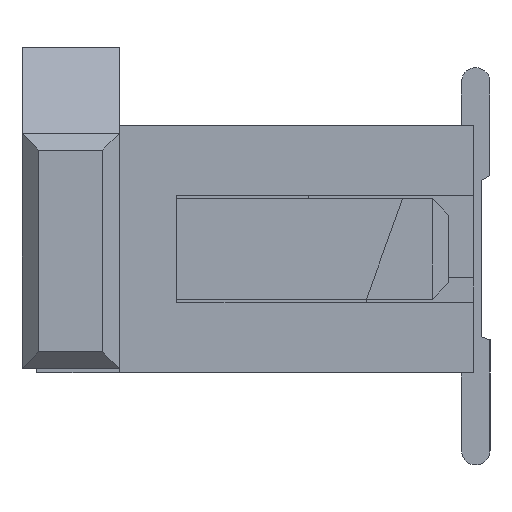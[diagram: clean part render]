
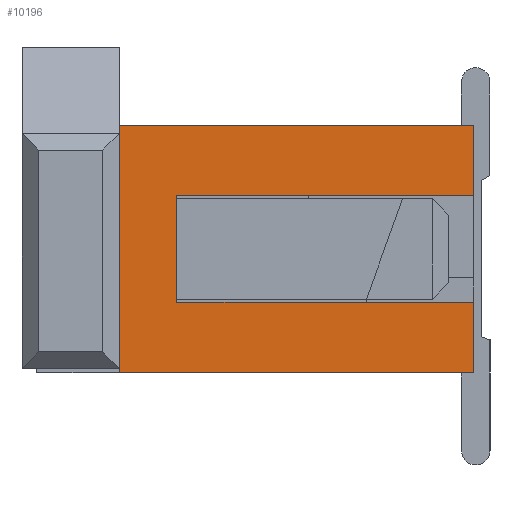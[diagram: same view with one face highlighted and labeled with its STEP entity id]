
A CAD part, left-side view. The second image highlights one B-rep face of the part: STEP entity #10196.
In plain terms, the highlighted planar face has unit normal (-1, 0, 0).
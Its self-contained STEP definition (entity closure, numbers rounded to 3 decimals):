
#642 = VERTEX_POINT ( 'NONE', #11864 ) ;
#762 = DIRECTION ( 'NONE',  ( 0., 0., 1. ) ) ;
#922 = EDGE_LOOP ( 'NONE', ( #27224, #12910, #28962, #30145, #14958, #9053, #24945, #8632 ) ) ;
#2396 = CARTESIAN_POINT ( 'NONE',  ( -10.3, 2.15, -0.65 ) ) ;
#2772 = DIRECTION ( 'NONE',  ( 0., -1., 0. ) ) ;
#3593 = DIRECTION ( 'NONE',  ( 0., 0., -1. ) ) ;
#3903 = LINE ( 'NONE', #32343, #24246 ) ;
#4082 = VECTOR ( 'NONE', #2772, 1000. ) ;
#4968 = CARTESIAN_POINT ( 'NONE',  ( -10.3, 0., -1.5 ) ) ;
#5187 = DIRECTION ( 'NONE',  ( 0., 0., 1. ) ) ;
#5534 = EDGE_CURVE ( 'NONE', #22526, #5827, #26662, .T. ) ;
#5827 = VERTEX_POINT ( 'NONE', #6259 ) ;
#6259 = CARTESIAN_POINT ( 'NONE',  ( -10.3, 0., 0.65 ) ) ;
#6641 = EDGE_CURVE ( 'NONE', #642, #22526, #23651, .T. ) ;
#6654 = VECTOR ( 'NONE', #5187, 1000. ) ;
#6655 = LINE ( 'NONE', #26671, #11773 ) ;
#7225 = VERTEX_POINT ( 'NONE', #22259 ) ;
#7300 = CARTESIAN_POINT ( 'NONE',  ( -10.3, 4.3, 0. ) ) ;
#7462 = DIRECTION ( 'NONE',  ( 0., 0., -1. ) ) ;
#8632 = ORIENTED_EDGE ( 'NONE', *, *, #28460, .T. ) ;
#9053 = ORIENTED_EDGE ( 'NONE', *, *, #6641, .F. ) ;
#9371 = EDGE_CURVE ( 'NONE', #642, #9910, #32702, .T. ) ;
#9484 = CARTESIAN_POINT ( 'NONE',  ( -10.3, 3.6, -0.65 ) ) ;
#9910 = VERTEX_POINT ( 'NONE', #11252 ) ;
#10196 = ADVANCED_FACE ( 'NONE', ( #15418 ), #25676, .T. ) ;
#11199 = DIRECTION ( 'NONE',  ( 0., 0., -1. ) ) ;
#11252 = CARTESIAN_POINT ( 'NONE',  ( -10.3, 4.3, -1.5 ) ) ;
#11773 = VECTOR ( 'NONE', #11199, 1000. ) ;
#11864 = CARTESIAN_POINT ( 'NONE',  ( -10.3, 4.3, 1.5 ) ) ;
#12910 = ORIENTED_EDGE ( 'NONE', *, *, #14272, .T. ) ;
#13020 = VERTEX_POINT ( 'NONE', #9484 ) ;
#13324 = LINE ( 'NONE', #13502, #31560 ) ;
#13502 = CARTESIAN_POINT ( 'NONE',  ( -10.3, 2.15, 0.65 ) ) ;
#13735 = DIRECTION ( 'NONE',  ( -1., 0., 0. ) ) ;
#14058 = AXIS2_PLACEMENT_3D ( 'NONE', #26182, #13735, #762 ) ;
#14272 = EDGE_CURVE ( 'NONE', #23457, #13020, #22615, .T. ) ;
#14697 = LINE ( 'NONE', #24954, #6654 ) ;
#14958 = ORIENTED_EDGE ( 'NONE', *, *, #5534, .F. ) ;
#15418 = FACE_OUTER_BOUND ( 'NONE', #922, .T. ) ;
#15861 = DIRECTION ( 'NONE',  ( 0., -1., 0. ) ) ;
#17028 = DIRECTION ( 'NONE',  ( 0., -1., 0. ) ) ;
#18244 = VECTOR ( 'NONE', #30177, 1000. ) ;
#19264 = CARTESIAN_POINT ( 'NONE',  ( -10.3, 0., 0. ) ) ;
#19766 = VERTEX_POINT ( 'NONE', #4968 ) ;
#22139 = EDGE_CURVE ( 'NONE', #7225, #5827, #13324, .T. ) ;
#22259 = CARTESIAN_POINT ( 'NONE',  ( -10.3, 3.6, 0.65 ) ) ;
#22526 = VERTEX_POINT ( 'NONE', #30785 ) ;
#22615 = LINE ( 'NONE', #2396, #18244 ) ;
#23457 = VERTEX_POINT ( 'NONE', #28013 ) ;
#23651 = LINE ( 'NONE', #28343, #4082 ) ;
#24217 = VECTOR ( 'NONE', #7462, 1000. ) ;
#24246 = VECTOR ( 'NONE', #17028, 1000. ) ;
#24945 = ORIENTED_EDGE ( 'NONE', *, *, #9371, .T. ) ;
#24953 = EDGE_CURVE ( 'NONE', #23457, #19766, #6655, .T. ) ;
#24954 = CARTESIAN_POINT ( 'NONE',  ( -10.3, 3.6, 0. ) ) ;
#25676 = PLANE ( 'NONE',  #14058 ) ;
#26182 = CARTESIAN_POINT ( 'NONE',  ( -10.3, -0.001, -1.501 ) ) ;
#26662 = LINE ( 'NONE', #19264, #28216 ) ;
#26671 = CARTESIAN_POINT ( 'NONE',  ( -10.3, 0., 0. ) ) ;
#27224 = ORIENTED_EDGE ( 'NONE', *, *, #24953, .F. ) ;
#28013 = CARTESIAN_POINT ( 'NONE',  ( -10.3, 0., -0.65 ) ) ;
#28216 = VECTOR ( 'NONE', #3593, 1000. ) ;
#28343 = CARTESIAN_POINT ( 'NONE',  ( -10.3, 2.15, 1.5 ) ) ;
#28460 = EDGE_CURVE ( 'NONE', #9910, #19766, #3903, .T. ) ;
#28962 = ORIENTED_EDGE ( 'NONE', *, *, #31312, .T. ) ;
#30145 = ORIENTED_EDGE ( 'NONE', *, *, #22139, .T. ) ;
#30177 = DIRECTION ( 'NONE',  ( 0., 1., 0. ) ) ;
#30785 = CARTESIAN_POINT ( 'NONE',  ( -10.3, 0., 1.5 ) ) ;
#31312 = EDGE_CURVE ( 'NONE', #13020, #7225, #14697, .T. ) ;
#31560 = VECTOR ( 'NONE', #15861, 1000. ) ;
#32343 = CARTESIAN_POINT ( 'NONE',  ( -10.3, 2.15, -1.5 ) ) ;
#32702 = LINE ( 'NONE', #7300, #24217 ) ;
